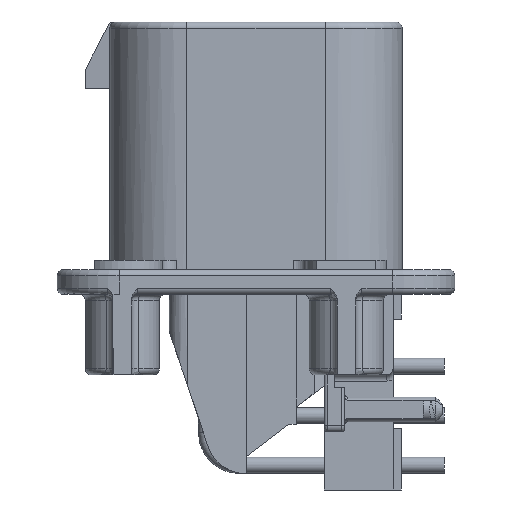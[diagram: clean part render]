
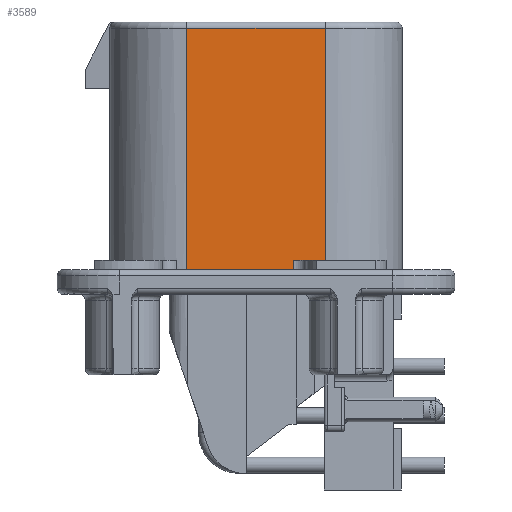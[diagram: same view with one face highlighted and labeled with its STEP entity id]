
A CAD part, left-side view. The second image highlights one B-rep face of the part: STEP entity #3589.
In plain terms, the highlighted planar face has unit normal (-1, 0, 0).
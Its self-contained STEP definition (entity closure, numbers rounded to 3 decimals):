
#1293=VERTEX_POINT('',#1294);
#1294=CARTESIAN_POINT('',(-11.7,5.6,-20.0));
#1534=VERTEX_POINT('',#1535);
#1535=CARTESIAN_POINT('',(-11.7,-3.05,-20.0));
#1542=EDGE_CURVE('',#1534,#1293,#1543,.F.);
#1543=LINE('',#1544,#1545);
#1544=CARTESIAN_POINT('',(-11.7,5.6,-20.0));
#1545=VECTOR('',#1546,1.0);
#1546=DIRECTION('',(0.0,-1.0,0.0));
#3589=ADVANCED_FACE('',(#3590),#3631,.T.);
#3590=FACE_BOUND('',#3591,.T.);
#3591=EDGE_LOOP('',(#3592,#3600,#3601,#3609,#3617,#3625));
#3592=ORIENTED_EDGE('',*,*,#3593,.T.);
#3593=EDGE_CURVE('',#3594,#1293,#3596,.T.);
#3594=VERTEX_POINT('',#3595);
#3595=CARTESIAN_POINT('',(-11.7,5.6,-0.5));
#3596=LINE('',#3597,#3598);
#3597=CARTESIAN_POINT('',(-11.7,5.6,-0.5));
#3598=VECTOR('',#3599,1.0);
#3599=DIRECTION('',(0.0,0.0,-1.0));
#3600=ORIENTED_EDGE('',*,*,#1542,.F.);
#3601=ORIENTED_EDGE('',*,*,#3602,.T.);
#3602=EDGE_CURVE('',#1534,#3603,#3605,.T.);
#3603=VERTEX_POINT('',#3604);
#3604=CARTESIAN_POINT('',(-11.7,-3.05,-19.25));
#3605=LINE('',#3606,#3607);
#3606=CARTESIAN_POINT('',(-11.7,-3.05,-20.0));
#3607=VECTOR('',#3608,1.0);
#3608=DIRECTION('',(0.0,0.0,1.0));
#3609=ORIENTED_EDGE('',*,*,#3610,.T.);
#3610=EDGE_CURVE('',#3603,#3611,#3613,.T.);
#3611=VERTEX_POINT('',#3612);
#3612=CARTESIAN_POINT('',(-11.7,-5.6,-19.25));
#3613=LINE('',#3614,#3615);
#3614=CARTESIAN_POINT('',(-11.7,-3.05,-19.25));
#3615=VECTOR('',#3616,1.0);
#3616=DIRECTION('',(0.0,-1.0,0.0));
#3617=ORIENTED_EDGE('',*,*,#3618,.T.);
#3618=EDGE_CURVE('',#3611,#3619,#3621,.F.);
#3619=VERTEX_POINT('',#3620);
#3620=CARTESIAN_POINT('',(-11.7,-5.6,-0.5));
#3621=LINE('',#3622,#3623);
#3622=CARTESIAN_POINT('',(-11.7,-5.6,-0.5));
#3623=VECTOR('',#3624,1.0);
#3624=DIRECTION('',(0.0,0.0,-1.0));
#3625=ORIENTED_EDGE('',*,*,#3626,.T.);
#3626=EDGE_CURVE('',#3619,#3594,#3627,.F.);
#3627=LINE('',#3628,#3629);
#3628=CARTESIAN_POINT('',(-11.7,5.6,-0.5));
#3629=VECTOR('',#3630,1.0);
#3630=DIRECTION('',(0.0,-1.0,0.0));
#3631=PLANE('',#3632);
#3632=AXIS2_PLACEMENT_3D('',#3633,#3634,#3635);
#3633=CARTESIAN_POINT('',(-11.7,5.6,0.0));
#3634=DIRECTION('',(-1.0,0.0,0.0));
#3635=DIRECTION('',(0.0,-1.0,0.0));
